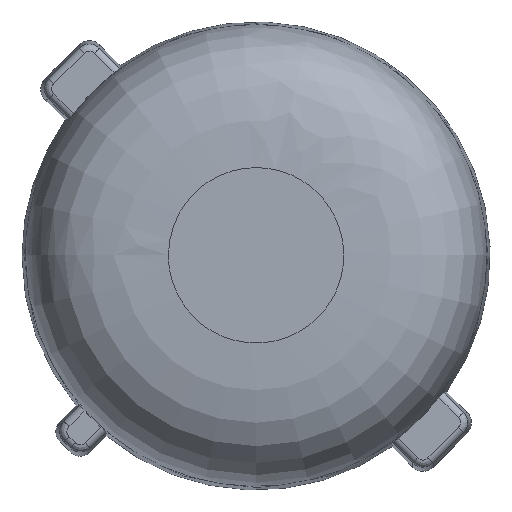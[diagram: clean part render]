
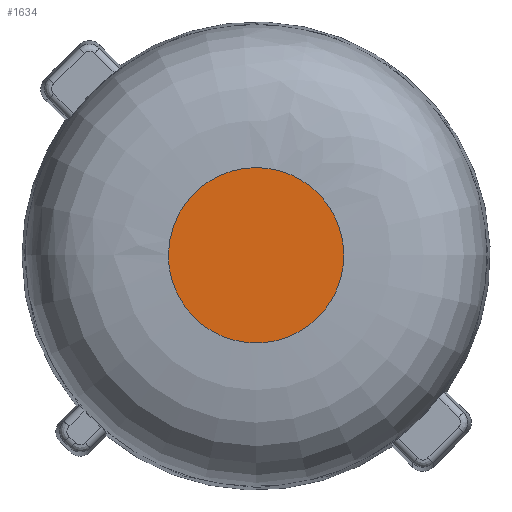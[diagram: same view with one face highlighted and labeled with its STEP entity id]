
A CAD part, top view. The second image highlights one B-rep face of the part: STEP entity #1634.
In plain terms, the highlighted planar face has unit normal (0, 0, 1).
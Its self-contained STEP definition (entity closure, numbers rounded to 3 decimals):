
#118=PLANE('',#1781);
#436=FACE_OUTER_BOUND('',#531,.T.);
#531=EDGE_LOOP('',(#1516));
#609=B_SPLINE_CURVE_WITH_KNOTS('',3,(#4156,#4157,#4158,#4159,#4160,#4161,
#4162,#4163,#4164,#4165,#4166,#4167,#4168,#4169,#4170,#4171,#4172,#4173,
#4174,#4175,#4176,#4177,#4178,#4179,#4180,#4181,#4182,#4183,#4184,#4185,
#4186,#4187,#4188,#4189,#4190,#4191,#4192,#4193,#4194,#4195,#4196,#4197,
#4198,#4199,#4200,#4201),.UNSPECIFIED.,.T.,.F.,(4,3,3,3,3,3,3,3,3,3,3,3,
3,3,3,4),(-1.917,-1.78,-1.643,-1.506,
-1.404,-1.369,-1.187,-1.095,
-0.959,-0.822,-0.685,-0.548,
-0.411,-0.274,-0.137,0.),
 .UNSPECIFIED.);
#769=VERTEX_POINT('',#4147);
#1018=EDGE_CURVE('',#769,#769,#609,.T.);
#1516=ORIENTED_EDGE('',*,*,#1018,.F.);
#1634=ADVANCED_FACE('',(#436),#118,.T.);
#1781=AXIS2_PLACEMENT_3D('',#4202,#2136,#2137);
#2136=DIRECTION('center_axis',(0.,0.,1.));
#2137=DIRECTION('ref_axis',(1.,0.,0.));
#4147=CARTESIAN_POINT('',(-3.065,0.,14.25));
#4156=CARTESIAN_POINT('Ctrl Pts',(-3.065,0.,
14.25));
#4157=CARTESIAN_POINT('Ctrl Pts',(-3.065,0.459,14.25));
#4158=CARTESIAN_POINT('Ctrl Pts',(-2.96,0.917,14.25));
#4159=CARTESIAN_POINT('Ctrl Pts',(-2.762,1.33,14.25));
#4160=CARTESIAN_POINT('Ctrl Pts',(-2.563,1.743,14.25));
#4161=CARTESIAN_POINT('Ctrl Pts',(-2.27,2.111,14.25));
#4162=CARTESIAN_POINT('Ctrl Pts',(-1.911,2.396,14.25));
#4163=CARTESIAN_POINT('Ctrl Pts',(-1.553,2.682,14.25));
#4164=CARTESIAN_POINT('Ctrl Pts',(-1.129,2.886,14.25));
#4165=CARTESIAN_POINT('Ctrl Pts',(-0.682,2.988,14.25));
#4166=CARTESIAN_POINT('Ctrl Pts',(-0.347,3.065,14.25));
#4167=CARTESIAN_POINT('Ctrl Pts',(0.001,3.084,
14.25));
#4168=CARTESIAN_POINT('Ctrl Pts',(0.343,3.046,14.25));
#4169=CARTESIAN_POINT('Ctrl Pts',(0.457,3.033,14.25));
#4170=CARTESIAN_POINT('Ctrl Pts',(0.571,3.014,14.25));
#4171=CARTESIAN_POINT('Ctrl Pts',(0.682,2.989,14.25));
#4172=CARTESIAN_POINT('Ctrl Pts',(1.278,2.853,14.25));
#4173=CARTESIAN_POINT('Ctrl Pts',(1.831,2.533,14.25));
#4174=CARTESIAN_POINT('Ctrl Pts',(2.247,2.085,14.25));
#4175=CARTESIAN_POINT('Ctrl Pts',(2.455,1.861,14.25));
#4176=CARTESIAN_POINT('Ctrl Pts',(2.629,1.605,14.25));
#4177=CARTESIAN_POINT('Ctrl Pts',(2.762,1.33,14.25));
#4178=CARTESIAN_POINT('Ctrl Pts',(2.96,0.916,14.25));
#4179=CARTESIAN_POINT('Ctrl Pts',(3.065,0.458,14.25));
#4180=CARTESIAN_POINT('Ctrl Pts',(3.065,0.,
14.25));
#4181=CARTESIAN_POINT('Ctrl Pts',(3.065,-0.458,14.25));
#4182=CARTESIAN_POINT('Ctrl Pts',(2.961,-0.917,14.25));
#4183=CARTESIAN_POINT('Ctrl Pts',(2.762,-1.33,14.25));
#4184=CARTESIAN_POINT('Ctrl Pts',(2.563,-1.743,14.25));
#4185=CARTESIAN_POINT('Ctrl Pts',(2.27,-2.111,14.25));
#4186=CARTESIAN_POINT('Ctrl Pts',(1.911,-2.396,14.25));
#4187=CARTESIAN_POINT('Ctrl Pts',(1.553,-2.682,14.25));
#4188=CARTESIAN_POINT('Ctrl Pts',(1.129,-2.886,14.25));
#4189=CARTESIAN_POINT('Ctrl Pts',(0.682,-2.988,14.25));
#4190=CARTESIAN_POINT('Ctrl Pts',(0.235,-3.09,14.25));
#4191=CARTESIAN_POINT('Ctrl Pts',(-0.235,-3.09,
14.25));
#4192=CARTESIAN_POINT('Ctrl Pts',(-0.682,-2.988,
14.25));
#4193=CARTESIAN_POINT('Ctrl Pts',(-1.129,-2.886,14.25));
#4194=CARTESIAN_POINT('Ctrl Pts',(-1.553,-2.682,14.25));
#4195=CARTESIAN_POINT('Ctrl Pts',(-1.911,-2.397,14.25));
#4196=CARTESIAN_POINT('Ctrl Pts',(-2.27,-2.111,14.25));
#4197=CARTESIAN_POINT('Ctrl Pts',(-2.563,-1.743,14.25));
#4198=CARTESIAN_POINT('Ctrl Pts',(-2.762,-1.33,14.25));
#4199=CARTESIAN_POINT('Ctrl Pts',(-2.96,-0.917,
14.25));
#4200=CARTESIAN_POINT('Ctrl Pts',(-3.065,-0.459,
14.25));
#4201=CARTESIAN_POINT('Ctrl Pts',(-3.065,0.,
14.25));
#4202=CARTESIAN_POINT('Origin',(0.,0.,14.25));
